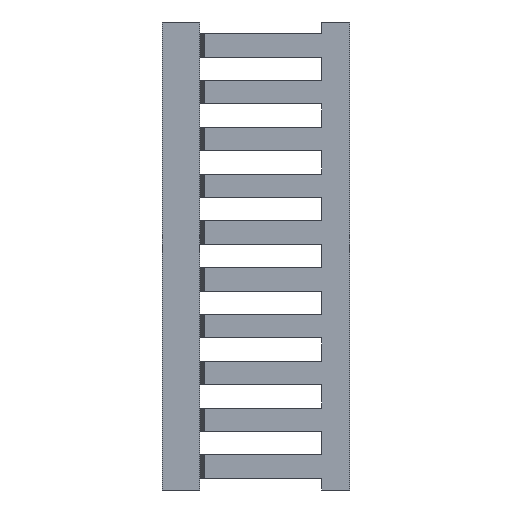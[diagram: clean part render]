
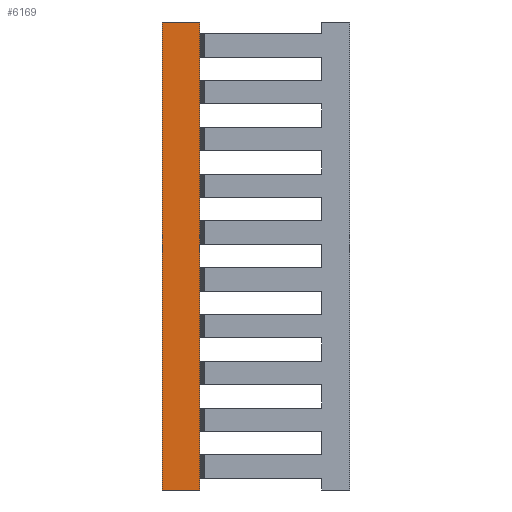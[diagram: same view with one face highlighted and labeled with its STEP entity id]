
A CAD part, left-side view. The second image highlights one B-rep face of the part: STEP entity #6169.
In plain terms, the highlighted planar face has unit normal (-1, 0, 0).
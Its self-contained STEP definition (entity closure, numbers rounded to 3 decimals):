
#80 = AXIS2_PLACEMENT_3D ( 'NONE', #2720, #813, #3999 ) ;
#154 = CARTESIAN_POINT ( 'NONE',  ( -12.5, 32., -100. ) ) ;
#210 = ORIENTED_EDGE ( 'NONE', *, *, #5273, .F. ) ;
#813 = DIRECTION ( 'NONE',  ( -1., 0., 0. ) ) ;
#988 = DIRECTION ( 'NONE',  ( 0., 0., 1. ) ) ;
#1211 = DIRECTION ( 'NONE',  ( 0., 0., 1. ) ) ;
#1408 = CARTESIAN_POINT ( 'NONE',  ( -12.5, 40., 0. ) ) ;
#1528 = CARTESIAN_POINT ( 'NONE',  ( -12.5, 40., 0. ) ) ;
#1697 = EDGE_CURVE ( 'NONE', #2401, #7762, #6230, .T. ) ;
#1778 = CARTESIAN_POINT ( 'NONE',  ( -12.5, 32., 0. ) ) ;
#1799 = VECTOR ( 'NONE', #5832, 1000. ) ;
#1845 = ORIENTED_EDGE ( 'NONE', *, *, #5923, .F. ) ;
#2339 = VECTOR ( 'NONE', #988, 1000. ) ;
#2401 = VERTEX_POINT ( 'NONE', #4974 ) ;
#2518 = ORIENTED_EDGE ( 'NONE', *, *, #4717, .T. ) ;
#2720 = CARTESIAN_POINT ( 'NONE',  ( -12.5, 40., -100. ) ) ;
#2774 = ORIENTED_EDGE ( 'NONE', *, *, #1697, .T. ) ;
#3006 = CARTESIAN_POINT ( 'NONE',  ( -12.5, 40., -100. ) ) ;
#3297 = LINE ( 'NONE', #154, #4036 ) ;
#3999 = DIRECTION ( 'NONE',  ( 0., 1., 0. ) ) ;
#4036 = VECTOR ( 'NONE', #1211, 1000. ) ;
#4128 = LINE ( 'NONE', #6655, #2339 ) ;
#4252 = VECTOR ( 'NONE', #5527, 1000. ) ;
#4271 = EDGE_LOOP ( 'NONE', ( #210, #1845, #2774, #2518 ) ) ;
#4579 = FACE_OUTER_BOUND ( 'NONE', #4271, .T. ) ;
#4717 = EDGE_CURVE ( 'NONE', #7762, #5159, #3297, .T. ) ;
#4974 = CARTESIAN_POINT ( 'NONE',  ( -12.5, 40., -100. ) ) ;
#5159 = VERTEX_POINT ( 'NONE', #1778 ) ;
#5273 = EDGE_CURVE ( 'NONE', #6882, #5159, #7576, .T. ) ;
#5527 = DIRECTION ( 'NONE',  ( 0., -1., 0. ) ) ;
#5832 = DIRECTION ( 'NONE',  ( 0., -1., 0. ) ) ;
#5923 = EDGE_CURVE ( 'NONE', #2401, #6882, #4128, .T. ) ;
#6169 = ADVANCED_FACE ( 'NONE', ( #4579 ), #7107, .T. ) ;
#6230 = LINE ( 'NONE', #3006, #4252 ) ;
#6655 = CARTESIAN_POINT ( 'NONE',  ( -12.5, 40., -100. ) ) ;
#6676 = CARTESIAN_POINT ( 'NONE',  ( -12.5, 32., -100. ) ) ;
#6882 = VERTEX_POINT ( 'NONE', #1528 ) ;
#7107 = PLANE ( 'NONE',  #80 ) ;
#7576 = LINE ( 'NONE', #1408, #1799 ) ;
#7762 = VERTEX_POINT ( 'NONE', #6676 ) ;
